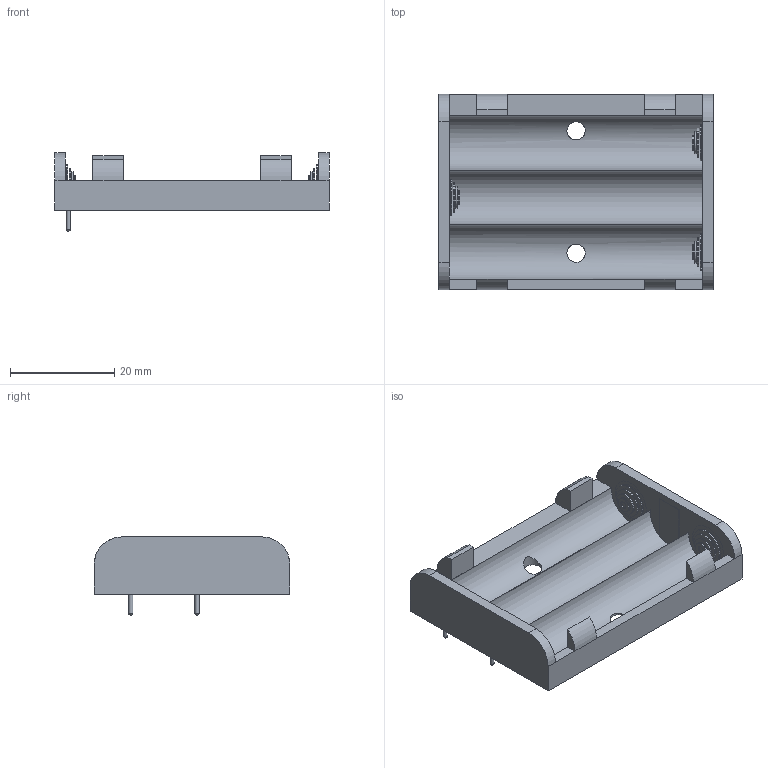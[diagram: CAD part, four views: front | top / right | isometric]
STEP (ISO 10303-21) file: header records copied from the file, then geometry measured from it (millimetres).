
FILE_DESCRIPTION(('FreeCAD Model'),'2;1');
FILE_NAME('BatteryHolder_Keystone_2479_3xAAA.step','2020-01-14T12:42:49',( 'kicad StepUp'),('ksu MCAD'),'Open CASCADE STEP processor 7.3', 'FreeCAD','Unknown');
FILE_SCHEMA(('AUTOMOTIVE_DESIGN { 1 0 10303 214 1 1 1 1 }'));
Length unit declared in the file: millimetre
Products named in the file (1): BatteryHolder_Keystone_2479_3xAAA
Bounding box: 52.63 x 37.49 x 15 mm (x, y, z)
Volume: 5581.8 mm3; surface area: 7539.8 mm2
Topology: 14 solids, 14 shells, 118 faces, 759 edges, 2066 vertices
Faces by surface type: plane 76, cylinder 40, bspline 2
Full cylindrical faces by diameter (mm): 0.02 x1, 0.8 x2, 1.4 x3, 2.8 x6, 3.5 x2, 4.2 x6, 5.6 x6, 7 x3
Entity records: 10300 total; most frequent: CARTESIAN_POINT 4218, DIRECTION 1188, GEOMETRIC_CURVE_SET 507, ORIENTED_EDGE 506, TRIMMED_CURVE 506, AXIS2_PLACEMENT_3D 420, LINE 348, VECTOR 348
